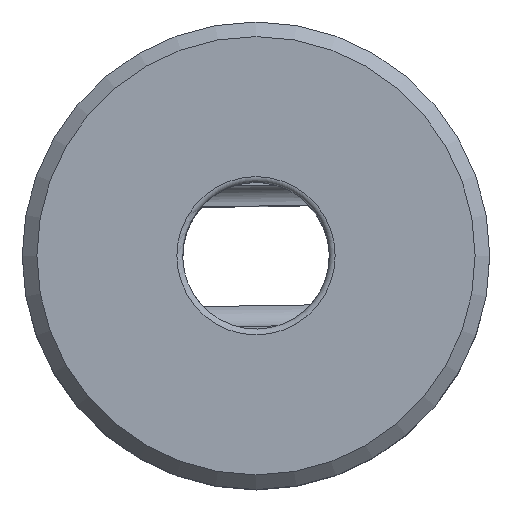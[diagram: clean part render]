
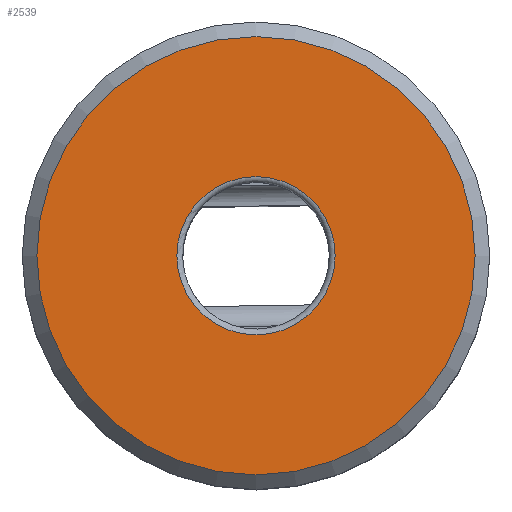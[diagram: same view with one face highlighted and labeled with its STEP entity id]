
A CAD part, top view. The second image highlights one B-rep face of the part: STEP entity #2539.
In plain terms, the highlighted planar face has unit normal (0, 0, 1).
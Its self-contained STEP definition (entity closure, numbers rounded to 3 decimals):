
#20=FACE_BOUND('',#338,.T.);
#30=CIRCLE('',#2707,2.7);
#32=CIRCLE('',#2710,7.475);
#185=PLANE('',#2709);
#198=FACE_OUTER_BOUND('',#337,.T.);
#337=EDGE_LOOP('',(#1613));
#338=EDGE_LOOP('',(#1614));
#882=VERTEX_POINT('',#3807);
#883=VERTEX_POINT('',#3811);
#1174=EDGE_CURVE('',#882,#882,#30,.T.);
#1176=EDGE_CURVE('',#883,#883,#32,.T.);
#1613=ORIENTED_EDGE('',*,*,#1176,.F.);
#1614=ORIENTED_EDGE('',*,*,#1174,.F.);
#2539=ADVANCED_FACE('',(#198,#20),#185,.T.);
#2707=AXIS2_PLACEMENT_3D('',#3808,#3032,#3033);
#2709=AXIS2_PLACEMENT_3D('',#3810,#3036,#3037);
#2710=AXIS2_PLACEMENT_3D('',#3812,#3038,#3039);
#3032=DIRECTION('center_axis',(0.,0.,1.));
#3033=DIRECTION('ref_axis',(-0.723,-0.691,0.));
#3036=DIRECTION('center_axis',(0.,0.,1.));
#3037=DIRECTION('ref_axis',(1.,0.,0.));
#3038=DIRECTION('center_axis',(0.,0.,-1.));
#3039=DIRECTION('ref_axis',(1.,0.,0.));
#3807=CARTESIAN_POINT('',(2.7,0.,18.));
#3808=CARTESIAN_POINT('Origin',(0.,0.,18.));
#3810=CARTESIAN_POINT('Origin',(-7.975,0.,18.));
#3811=CARTESIAN_POINT('',(-7.475,0.,18.));
#3812=CARTESIAN_POINT('Origin',(0.,0.,18.));
